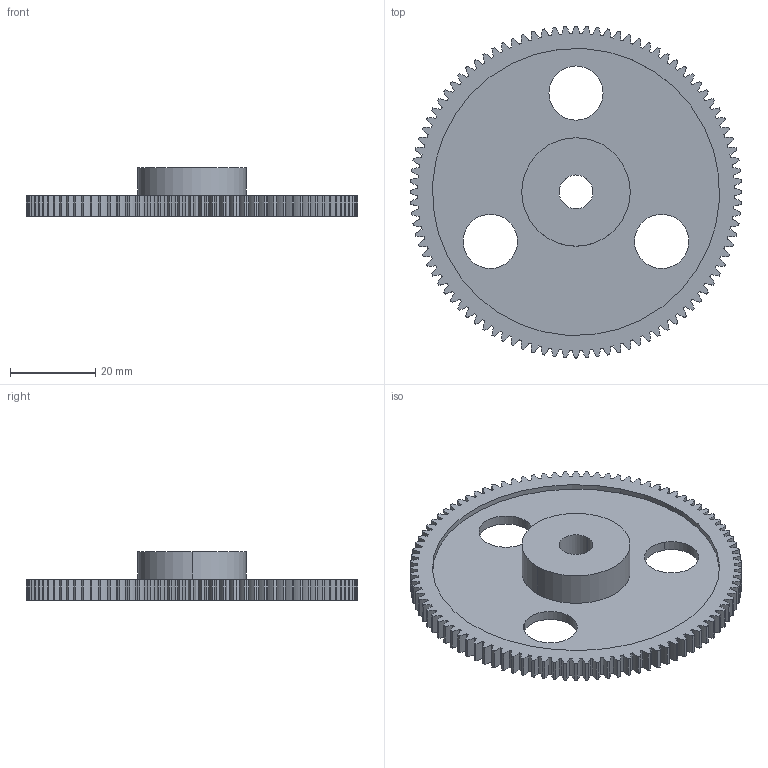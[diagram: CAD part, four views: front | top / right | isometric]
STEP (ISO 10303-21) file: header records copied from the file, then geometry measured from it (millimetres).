
FILE_DESCRIPTION((''),'2;1');
FILE_NAME('gbs-3296.stp','2001-12-26T19:47:36',('Ed Sparks'),(''),'Autodesk Inventor (tm) 3.0','Autodesk Inventor (tm) 3.0','');
FILE_SCHEMA(('CONFIG_CONTROL_DESIGN'));
Length unit declared in the file: inch
Products named in the file (1): gbs-3296
Bounding box: 77.79 x 77.79 x 11.43 mm (x, y, z)
Volume: 15919.8 mm3; surface area: 12326.5 mm2
Topology: 1 solids, 1 shells, 406 faces, 1200 edges, 800 vertices
Faces by surface type: cylinder 392, bspline 8, plane 6
Entity records: 14281 total; most frequent: DIRECTION 2798, CARTESIAN_POINT 2543, ORIENTED_EDGE 2400, EDGE_CURVE 1200, AXIS2_PLACEMENT_3D 1199, VERTEX_POINT 800, CIRCLE 800, EDGE_LOOP 418
